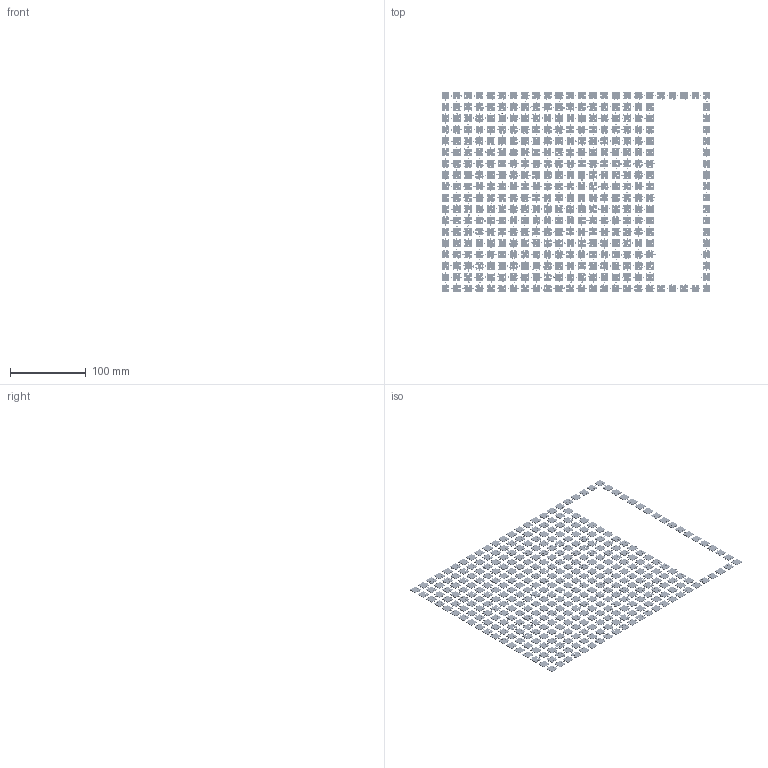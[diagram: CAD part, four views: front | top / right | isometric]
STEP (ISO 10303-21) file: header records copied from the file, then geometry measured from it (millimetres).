
FILE_DESCRIPTION(('HOOPS Exchange Step'),'2;1');
FILE_NAME('temp_export','2024-08-17T13:38:33+08:00',('sharma21'),('Shapr3D Limited'),'HOOPS Exchange 2024.2','Shapr3D','Authorized');
FILE_SCHEMA( ('AP242_MANAGED_MODEL_BASED_3D_ENGINEERING_MIM_LF {1 0 10303 442 1 1 4 }') );
Length unit declared in the file: millimetre
Products named in the file (1): root
Bounding box: 355 x 265 x 1 mm (x, y, z)
Volume: 37128.4 mm3; surface area: 95771.9 mm2
Topology: 368 solids, 368 shells, 2208 faces, 4416 edges, 2944 vertices
Faces by surface type: bspline 1388, plane 820
Entity records: 75121 total; most frequent: CARTESIAN_POINT 38798, ORIENTED_EDGE 8832, EDGE_CURVE 4416, DIRECTION 3284, VERTEX_POINT 2944, B_SPLINE_CURVE_WITH_KNOTS 2776, EDGE_LOOP 2208, FACE_BOUND 2208
